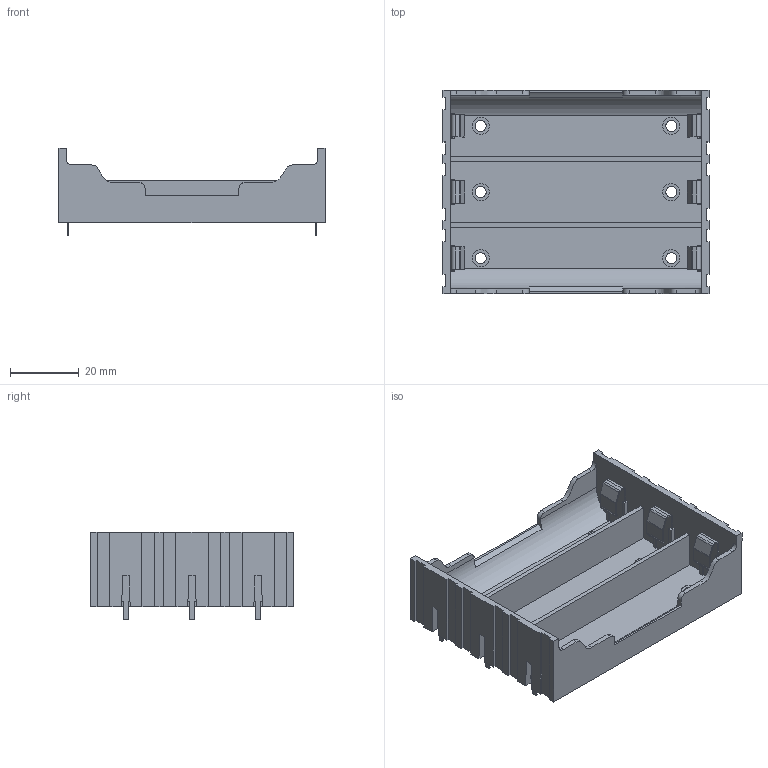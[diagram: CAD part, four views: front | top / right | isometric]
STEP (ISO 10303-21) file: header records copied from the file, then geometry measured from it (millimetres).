
FILE_DESCRIPTION (( 'STEP AP203' ), '1' );
FILE_NAME ('User Library-18650 Full.STEP', '2023-08-24T18:40:55', ( '' ), ( '' ), 'SwSTEP 2.0', 'SolidWorks 2022', '' );
FILE_SCHEMA (( 'CONFIG_CONTROL_DESIGN' ));
Length unit declared in the file: millimetre
Products named in the file (3): 18650s_По умолчанию; 18650m_3; User Library-18650 Full
Assembly tree (7 placements, depth 2):
  User Library-18650 Full
    18650m_3
    18650s_По умолчанию  x6
Bounding box: 77.65 x 59.4 x 25.48 mm (x, y, z)
Volume: 17899.4 mm3; surface area: 23042.2 mm2
Topology: 7 solids, 7 shells, 522 faces, 1350 edges, 836 vertices
Faces by surface type: plane 394, cylinder 124, bspline 4
Entity records: 9725 total; most frequent: CARTESIAN_POINT 1712, ORIENTED_EDGE 1640, DIRECTION 1500, EDGE_CURVE 820, LINE 692, VECTOR 692, VERTEX_POINT 536, AXIS2_PLACEMENT_3D 404
